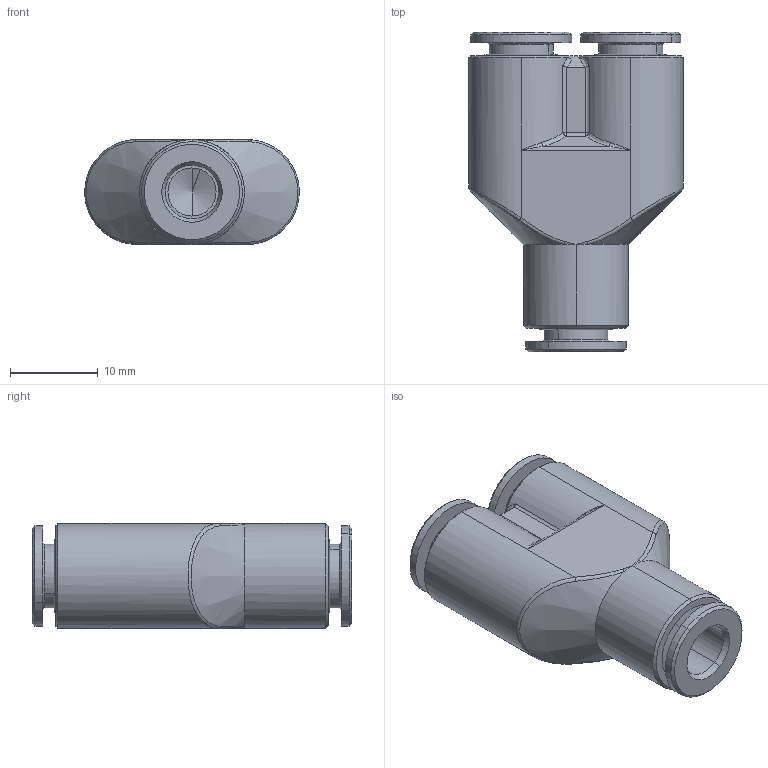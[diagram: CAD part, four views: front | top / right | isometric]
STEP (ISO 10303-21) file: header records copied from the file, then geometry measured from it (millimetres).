
FILE_DESCRIPTION (( 'STEP AP203' ), '1' );
FILE_NAME ('A0273030.STEP', '2009-04-08T14:24:24', ( '' ), ( 'sopra-pneumatic' ), 'SwSTEP 2.0', 'SolidWorks 2009', '' );
FILE_SCHEMA (( 'CONFIG_CONTROL_DESIGN' ));
Length unit declared in the file: millimetre
Products named in the file (1): A0273030
Bounding box: 24.5 x 36.5 x 12 mm (x, y, z)
Volume: 4752.7 mm3; surface area: 3820.8 mm2
Topology: 1 solids, 1 shells, 151 faces, 359 edges, 203 vertices
Faces by surface type: cylinder 55, cone 42, bspline 28, plane 22, sphere 4
Entity records: 5238 total; most frequent: CARTESIAN_POINT 1955, ORIENTED_EDGE 690, DIRECTION 657, EDGE_CURVE 345, AXIS2_PLACEMENT_3D 277, VERTEX_POINT 203, EDGE_LOOP 162, CIRCLE 153
